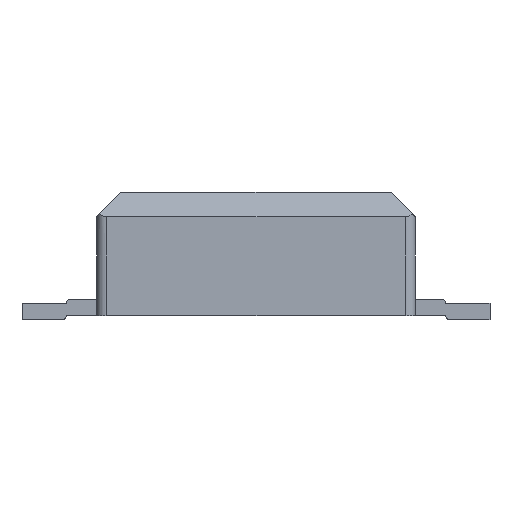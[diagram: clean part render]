
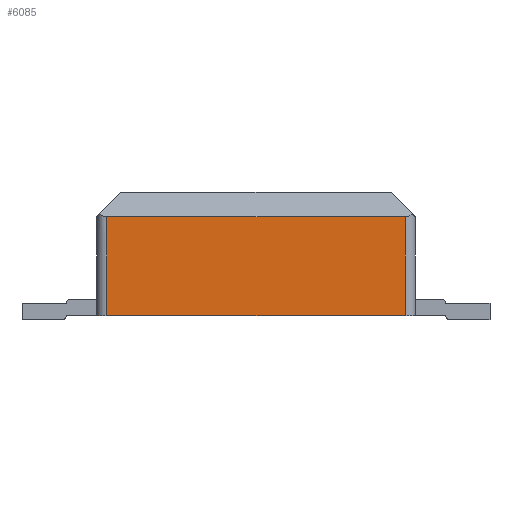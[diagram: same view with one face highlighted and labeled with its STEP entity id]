
A CAD part, left-side view. The second image highlights one B-rep face of the part: STEP entity #6085.
In plain terms, the highlighted planar face has unit normal (-1, 0, 0).
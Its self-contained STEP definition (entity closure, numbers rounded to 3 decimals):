
#332=DIRECTION('',(0.,1.,0.));
#333=VECTOR('',#332,1.48);
#334=CARTESIAN_POINT('',(-2.15,-0.74,-0.295));
#335=LINE('',#334,#333);
#987=DIRECTION('',(0.,0.,-1.));
#988=VECTOR('',#987,0.49);
#989=CARTESIAN_POINT('',(-2.15,-0.74,0.195));
#990=LINE('',#989,#988);
#1017=CARTESIAN_POINT('',(-2.15,0.74,0.195));
#1023=DIRECTION('',(0.,0.,1.));
#1024=VECTOR('',#1023,0.49);
#1025=CARTESIAN_POINT('',(-2.15,0.74,-0.295));
#1026=LINE('',#1025,#1024);
#1047=DIRECTION('',(0.,-1.,0.));
#1048=VECTOR('',#1047,1.48);
#1049=CARTESIAN_POINT('',(-2.15,0.74,0.195));
#1050=LINE('',#1049,#1048);
#3792=CARTESIAN_POINT('',(-2.15,-0.74,-0.295));
#3793=VERTEX_POINT('',#3792);
#3794=CARTESIAN_POINT('',(-2.15,0.74,-0.295));
#3795=VERTEX_POINT('',#3794);
#3985=VERTEX_POINT('',#1017);
#3986=CARTESIAN_POINT('',(-2.15,-0.74,0.195));
#3987=VERTEX_POINT('',#3986);
#6072=CARTESIAN_POINT('',(-2.15,0.79,-0.295));
#6073=DIRECTION('',(-1.,0.,0.));
#6074=DIRECTION('',(0.,-1.,0.));
#6075=AXIS2_PLACEMENT_3D('',#6072,#6073,#6074);
#6076=PLANE('',#6075);
#6077=ORIENTED_EDGE('',*,*,#5127,.T.);
#6079=ORIENTED_EDGE('',*,*,#6078,.T.);
#6081=ORIENTED_EDGE('',*,*,#6080,.T.);
#6082=ORIENTED_EDGE('',*,*,#6062,.T.);
#6083=EDGE_LOOP('',(#6077,#6079,#6081,#6082));
#6084=FACE_OUTER_BOUND('',#6083,.F.);
#6085=ADVANCED_FACE('',(#6084),#6076,.T.);
#5127=EDGE_CURVE('',#3793,#3795,#335,.T.);
#6062=EDGE_CURVE('',#3987,#3793,#990,.T.);
#6078=EDGE_CURVE('',#3795,#3985,#1026,.T.);
#6080=EDGE_CURVE('',#3985,#3987,#1050,.T.);
